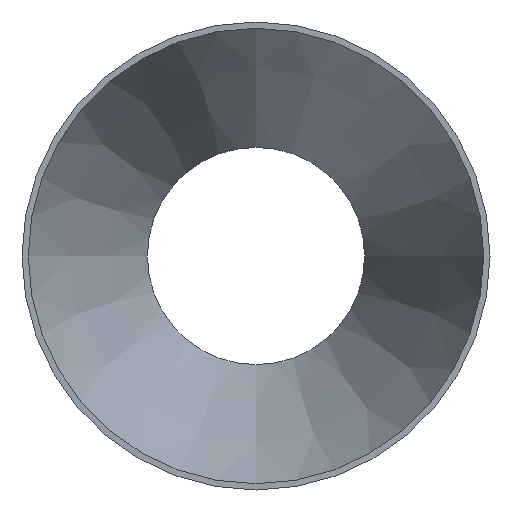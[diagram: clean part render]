
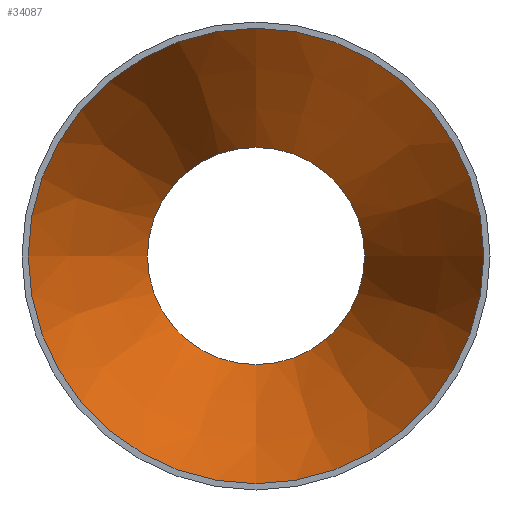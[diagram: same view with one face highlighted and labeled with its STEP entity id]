
A CAD part, front view. The second image highlights one B-rep face of the part: STEP entity #34087.
In plain terms, the highlighted conical face has half-angle 22.105 degrees and reference radius 157.633 mm.
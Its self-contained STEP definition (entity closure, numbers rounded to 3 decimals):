
#2086 = DIRECTION ( 'NONE',  ( 0., -1., 0. ) ) ;
#4109 = DIRECTION ( 'NONE',  ( 0., -1., 0. ) ) ;
#4743 = EDGE_CURVE ( 'NONE', #18221, #18221, #5014, .T. ) ;
#5014 = CIRCLE ( 'NONE', #6233, 157.633 ) ;
#6233 = AXIS2_PLACEMENT_3D ( 'NONE', #18632, #10351, #21900 ) ;
#7714 = AXIS2_PLACEMENT_3D ( 'NONE', #28030, #2086, #33981 ) ;
#8930 = EDGE_CURVE ( 'NONE', #32816, #32816, #9547, .T. ) ;
#9547 = CIRCLE ( 'NONE', #7714, 75.183 ) ;
#10351 = DIRECTION ( 'NONE',  ( 0., -1., 0. ) ) ;
#12249 = ORIENTED_EDGE ( 'NONE', *, *, #8930, .F. ) ;
#12626 = CARTESIAN_POINT ( 'NONE',  ( 0., 203., -75.183 ) ) ;
#18221 = VERTEX_POINT ( 'NONE', #27250 ) ;
#18632 = CARTESIAN_POINT ( 'NONE',  ( 0., 0., 0. ) ) ;
#19242 = EDGE_LOOP ( 'NONE', ( #19935 ) ) ;
#19935 = ORIENTED_EDGE ( 'NONE', *, *, #4743, .T. ) ;
#20756 = EDGE_LOOP ( 'NONE', ( #12249 ) ) ;
#21046 = AXIS2_PLACEMENT_3D ( 'NONE', #30274, #4109, #33336 ) ;
#21900 = DIRECTION ( 'NONE',  ( 0., 0., -1. ) ) ;
#22032 = FACE_BOUND ( 'NONE', #20756, .T. ) ;
#27250 = CARTESIAN_POINT ( 'NONE',  ( 0., 0., -157.633 ) ) ;
#28030 = CARTESIAN_POINT ( 'NONE',  ( 0., 203., 0. ) ) ;
#30274 = CARTESIAN_POINT ( 'NONE',  ( 0., 0., 0. ) ) ;
#32816 = VERTEX_POINT ( 'NONE', #12626 ) ;
#33336 = DIRECTION ( 'NONE',  ( 0., 0., -1. ) ) ;
#33981 = DIRECTION ( 'NONE',  ( 0., 0., -1. ) ) ;
#34087 = ADVANCED_FACE ( 'NONE', ( #22032, #36827 ), #37619, .F. ) ;
#36827 = FACE_OUTER_BOUND ( 'NONE', #19242, .T. ) ;
#37619 = CONICAL_SURFACE ( 'NONE', #21046, 157.633, 0.386 ) ;
